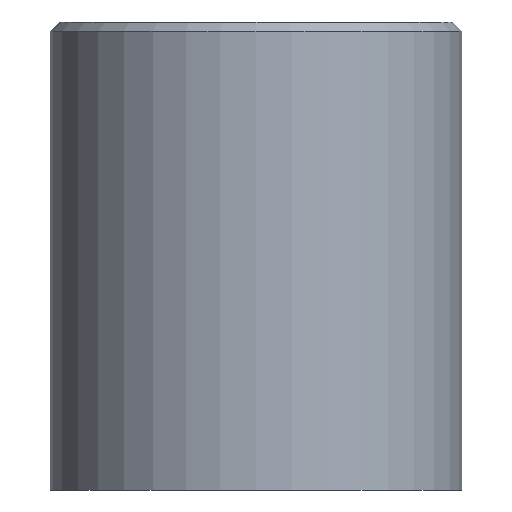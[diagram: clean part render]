
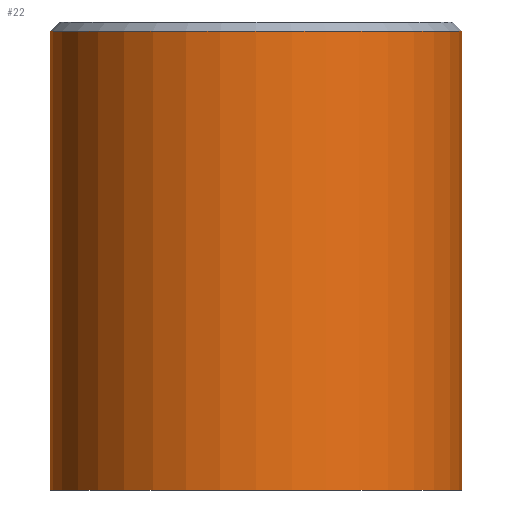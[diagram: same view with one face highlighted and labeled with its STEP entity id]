
A CAD part, front view. The second image highlights one B-rep face of the part: STEP entity #22.
In plain terms, the highlighted cylindrical face has radius 11 mm (diameter 22 mm), a partial arc.
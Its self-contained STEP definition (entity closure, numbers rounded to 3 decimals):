
#21 = ORIENTED_EDGE ( 'NONE', *, *, #46, .T. ) ;
#22 = ADVANCED_FACE ( 'NONE', ( #170 ), #130, .T. ) ;
#23 = EDGE_CURVE ( 'NONE', #49, #96, #163, .T. ) ;
#24 = ORIENTED_EDGE ( 'NONE', *, *, #51, .F. ) ;
#25 = ORIENTED_EDGE ( 'NONE', *, *, #43, .T. ) ;
#40 = EDGE_LOOP ( 'NONE', ( #24, #113, #21, #25 ) ) ;
#43 = EDGE_CURVE ( 'NONE', #97, #94, #178, .T. ) ;
#46 = EDGE_CURVE ( 'NONE', #96, #97, #139, .T. ) ;
#49 = VERTEX_POINT ( 'NONE', #253 ) ;
#51 = EDGE_CURVE ( 'NONE', #49, #94, #254, .T. ) ;
#94 = VERTEX_POINT ( 'NONE', #324 ) ;
#96 = VERTEX_POINT ( 'NONE', #291 ) ;
#97 = VERTEX_POINT ( 'NONE', #303 ) ;
#113 = ORIENTED_EDGE ( 'NONE', *, *, #23, .T. ) ;
#122 = AXIS2_PLACEMENT_3D ( 'NONE', #189, #225, #224 ) ;
#130 = CYLINDRICAL_SURFACE ( 'NONE', #122, 11. ) ;
#138 = CARTESIAN_POINT ( 'NONE',  ( 11., 0., -25. ) ) ;
#139 = LINE ( 'NONE', #138, #237 ) ;
#150 = DIRECTION ( 'NONE',  ( 0., 0., 1. ) ) ;
#151 = VECTOR ( 'NONE', #150, 1000. ) ;
#154 = CARTESIAN_POINT ( 'NONE',  ( -11., 0., -25. ) ) ;
#163 = CIRCLE ( 'NONE', #240, 11. ) ;
#170 = FACE_OUTER_BOUND ( 'NONE', #40, .T. ) ;
#177 = AXIS2_PLACEMENT_3D ( 'NONE', #248, #247, #246 ) ;
#178 = CIRCLE ( 'NONE', #177, 11. ) ;
#182 = DIRECTION ( 'NONE',  ( 0., 0., 1. ) ) ;
#189 = CARTESIAN_POINT ( 'NONE',  ( 0., 0., -25. ) ) ;
#222 = CARTESIAN_POINT ( 'NONE',  ( 0., 0., -25. ) ) ;
#224 = DIRECTION ( 'NONE',  ( 1., 0., 0. ) ) ;
#225 = DIRECTION ( 'NONE',  ( 0., 0., 1. ) ) ;
#237 = VECTOR ( 'NONE', #249, 1000. ) ;
#239 = DIRECTION ( 'NONE',  ( 1., 0., 0. ) ) ;
#240 = AXIS2_PLACEMENT_3D ( 'NONE', #222, #182, #239 ) ;
#246 = DIRECTION ( 'NONE',  ( 1., 0., 0. ) ) ;
#247 = DIRECTION ( 'NONE',  ( 0., 0., -1. ) ) ;
#248 = CARTESIAN_POINT ( 'NONE',  ( 0., 0., -0.5 ) ) ;
#249 = DIRECTION ( 'NONE',  ( 0., 0., 1. ) ) ;
#253 = CARTESIAN_POINT ( 'NONE',  ( -11., 0., -25. ) ) ;
#254 = LINE ( 'NONE', #154, #151 ) ;
#291 = CARTESIAN_POINT ( 'NONE',  ( 11., 0., -25. ) ) ;
#303 = CARTESIAN_POINT ( 'NONE',  ( 11., 0., -0.5 ) ) ;
#324 = CARTESIAN_POINT ( 'NONE',  ( -11., 0., -0.5 ) ) ;
